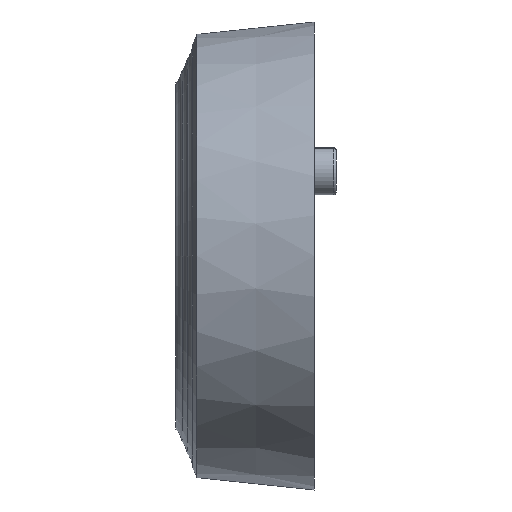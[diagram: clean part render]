
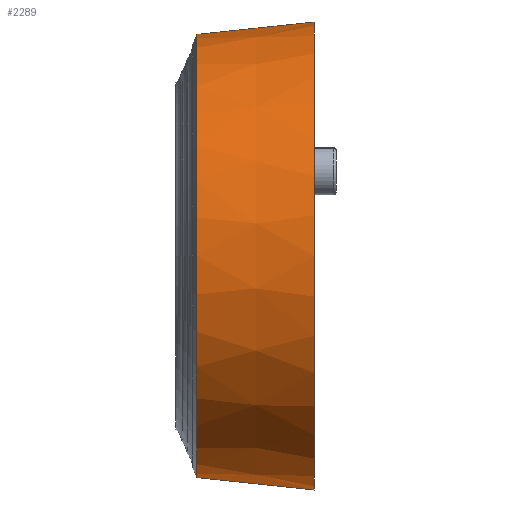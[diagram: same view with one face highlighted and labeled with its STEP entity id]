
A CAD part, left-side view. The second image highlights one B-rep face of the part: STEP entity #2289.
In plain terms, the highlighted conical face has half-angle 6 degrees and reference radius 22.15 mm.
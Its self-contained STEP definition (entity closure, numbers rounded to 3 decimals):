
#238 = VERTEX_POINT ( 'NONE', #3544 ) ;
#338 = DIRECTION ( 'NONE',  ( 0., 0., 1. ) ) ;
#363 = DIRECTION ( 'NONE',  ( 0., 1., 0. ) ) ;
#943 = EDGE_CURVE ( 'NONE', #3661, #6944, #4852, .T. ) ;
#978 = CARTESIAN_POINT ( 'NONE',  ( 0., 11.111, -20.982 ) ) ;
#1048 = DIRECTION ( 'NONE',  ( 0., 0., 1. ) ) ;
#1246 = AXIS2_PLACEMENT_3D ( 'NONE', #3084, #8271, #338 ) ;
#1315 = FACE_OUTER_BOUND ( 'NONE', #4275, .T. ) ;
#1358 = CARTESIAN_POINT ( 'NONE',  ( 0., 11.111, 0. ) ) ;
#1429 = ORIENTED_EDGE ( 'NONE', *, *, #5510, .F. ) ;
#1781 = DIRECTION ( 'NONE',  ( 0., -1., 0. ) ) ;
#1923 = AXIS2_PLACEMENT_3D ( 'NONE', #1358, #1781, #4349 ) ;
#2173 = CARTESIAN_POINT ( 'NONE',  ( 0., 11.111, 20.982 ) ) ;
#2289 = ADVANCED_FACE ( 'NONE', ( #1315 ), #2330, .T. ) ;
#2330 = CONICAL_SURFACE ( 'NONE', #1246, 22.15, 0.105 ) ;
#2713 = DIRECTION ( 'NONE',  ( 0., -0.995, -0.105 ) ) ;
#3084 = CARTESIAN_POINT ( 'NONE',  ( 0., 0., 0. ) ) ;
#3117 = AXIS2_PLACEMENT_3D ( 'NONE', #8209, #363, #1048 ) ;
#3340 = VECTOR ( 'NONE', #2713, 1000. ) ;
#3471 = DIRECTION ( 'NONE',  ( 0., -0.995, 0.105 ) ) ;
#3544 = CARTESIAN_POINT ( 'NONE',  ( 0., 0., 22.15 ) ) ;
#3661 = VERTEX_POINT ( 'NONE', #978 ) ;
#4007 = CARTESIAN_POINT ( 'NONE',  ( 0., 0., -22.15 ) ) ;
#4116 = CIRCLE ( 'NONE', #1923, 20.982 ) ;
#4266 = VERTEX_POINT ( 'NONE', #2173 ) ;
#4275 = EDGE_LOOP ( 'NONE', ( #7149, #7962, #5291, #1429 ) ) ;
#4349 = DIRECTION ( 'NONE',  ( 0., 0., -1. ) ) ;
#4491 = CARTESIAN_POINT ( 'NONE',  ( 0., 0., -22.15 ) ) ;
#4549 = EDGE_CURVE ( 'NONE', #6944, #238, #8243, .T. ) ;
#4852 = LINE ( 'NONE', #4007, #3340 ) ;
#5291 = ORIENTED_EDGE ( 'NONE', *, *, #4549, .T. ) ;
#5510 = EDGE_CURVE ( 'NONE', #4266, #238, #7095, .T. ) ;
#6944 = VERTEX_POINT ( 'NONE', #4491 ) ;
#7095 = LINE ( 'NONE', #7331, #7490 ) ;
#7149 = ORIENTED_EDGE ( 'NONE', *, *, #8461, .T. ) ;
#7331 = CARTESIAN_POINT ( 'NONE',  ( 0., 0., 22.15 ) ) ;
#7490 = VECTOR ( 'NONE', #3471, 1000. ) ;
#7962 = ORIENTED_EDGE ( 'NONE', *, *, #943, .T. ) ;
#8209 = CARTESIAN_POINT ( 'NONE',  ( 0., 0., 0. ) ) ;
#8243 = CIRCLE ( 'NONE', #3117, 22.15 ) ;
#8271 = DIRECTION ( 'NONE',  ( 0., -1., 0. ) ) ;
#8461 = EDGE_CURVE ( 'NONE', #4266, #3661, #4116, .T. ) ;
